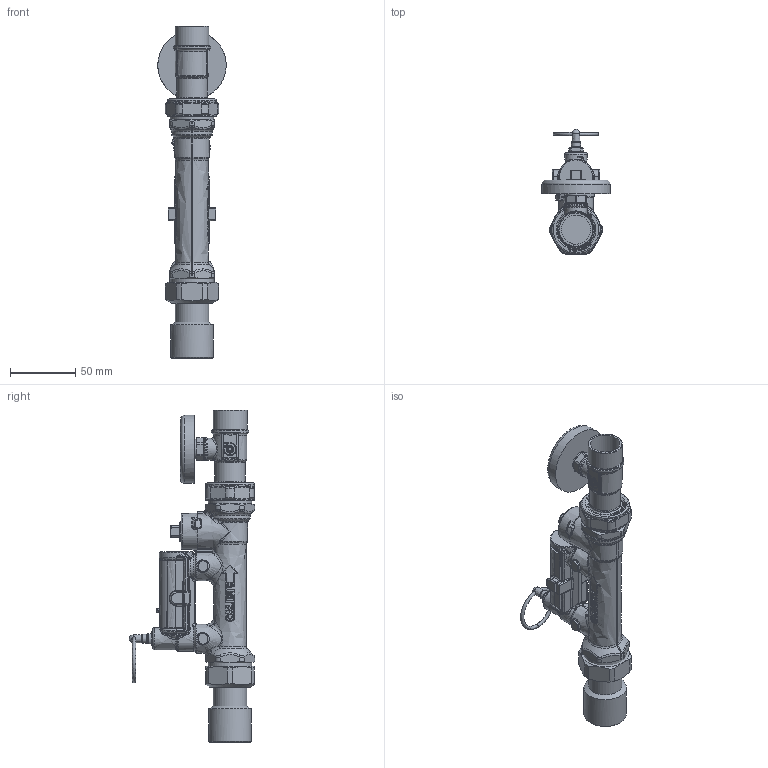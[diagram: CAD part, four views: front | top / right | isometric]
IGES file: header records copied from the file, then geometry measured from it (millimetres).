
Global section: file name: 132638AFC; native system: Autodesk Inventor 2025; preprocessor: unknown; author: ischreiner; date: 20250710.152853; units: inch
Bounding box: 52.32 x 95.91 x 254 mm (x, y, z)
Volume: 237321.9 mm3; surface area: 70663.7 mm2
Topology: 10 solids, 12 shells, 2265 faces, 5361 edges, 3024 vertices
Faces by surface type: bspline 2265
